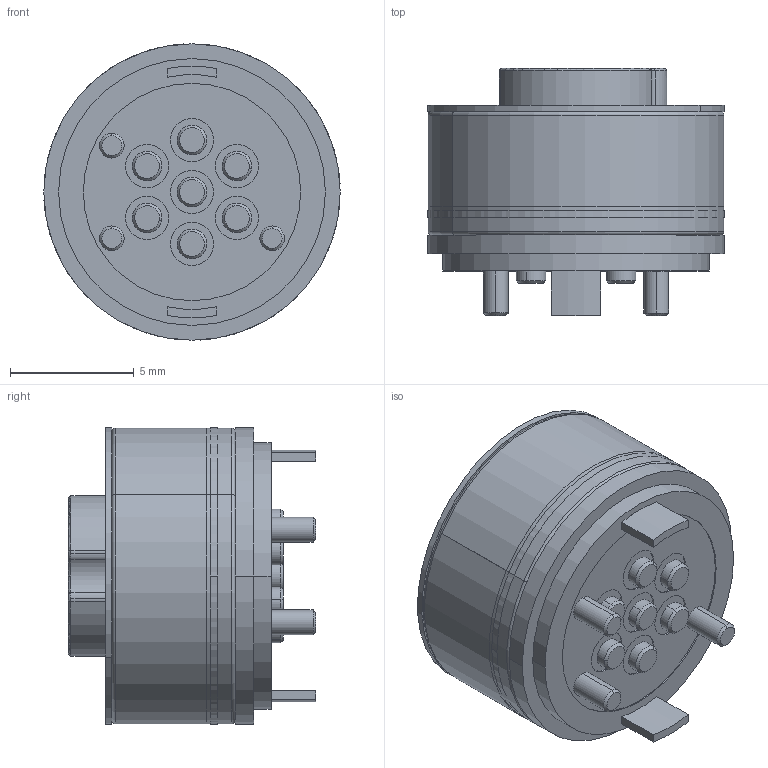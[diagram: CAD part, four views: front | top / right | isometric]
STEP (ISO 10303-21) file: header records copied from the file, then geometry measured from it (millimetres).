
FILE_DESCRIPTION (( 'STEP AP214' ), '1' );
FILE_NAME ('686A07222A01E1E.STEP', '2023-04-13T20:31:40', ( '' ), ( '' ), 'SwSTEP 2.0', 'SolidWorks 2020', '' );
FILE_SCHEMA (( 'AUTOMOTIVE_DESIGN' ));
Length unit declared in the file: millimetre
Products named in the file (1): 686A07222A01E1E
Bounding box: 12 x 10 x 12 mm (x, y, z)
Volume: 1401.2 mm3; surface area: 1214.5 mm2
Topology: 14 solids, 18 shells, 704 faces, 1780 edges, 1152 vertices
Faces by surface type: plane 282, bspline 154, cylinder 140, cone 96, torus 32
Entity records: 35409 total; most frequent: CARTESIAN_POINT 11339, ORIENTED_EDGE 3496, DIRECTION 3008, EDGE_CURVE 1748, VERTEX_POINT 1152, AXIS2_PLACEMENT_3D 1025, VECTOR 958, LINE 958
